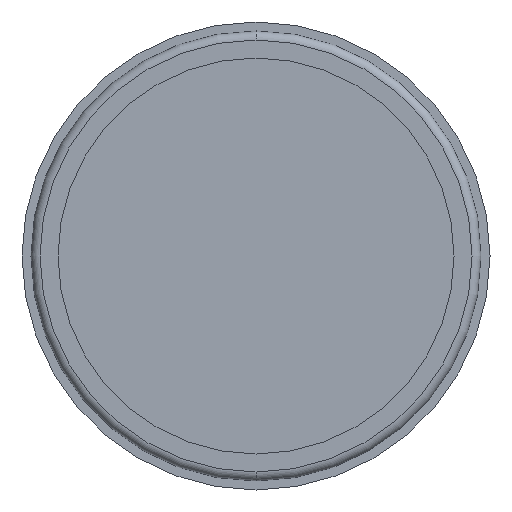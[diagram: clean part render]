
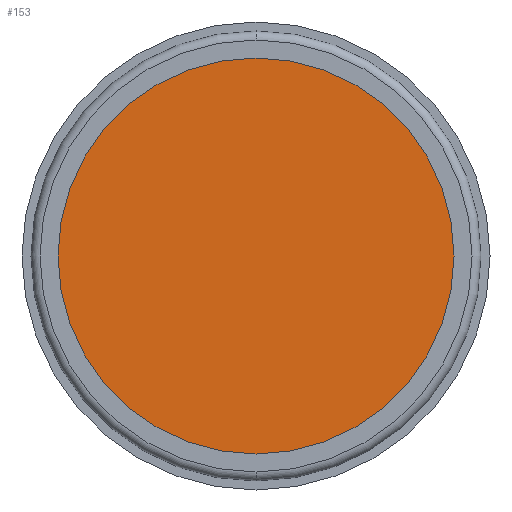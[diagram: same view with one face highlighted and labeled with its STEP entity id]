
A CAD part, front view. The second image highlights one B-rep face of the part: STEP entity #153.
In plain terms, the highlighted planar face has unit normal (0, -1, 0).
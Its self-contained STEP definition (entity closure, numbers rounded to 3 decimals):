
#90 = AXIS2_PLACEMENT_3D ( 'NONE', #209, #210, #211 ) ;
#94 = AXIS2_PLACEMENT_3D ( 'NONE', #191, #192, #193 ) ;
#153 = ADVANCED_FACE ( 'NONE', ( #534 ), #568, .F. ) ;
#191 = CARTESIAN_POINT ( 'NONE',  ( 0., 15.5, 0. ) ) ;
#192 = DIRECTION ( 'NONE',  ( 0., 1., 0. ) ) ;
#193 = DIRECTION ( 'NONE',  ( 0., 0., 1. ) ) ;
#209 = CARTESIAN_POINT ( 'NONE',  ( 0., 15.5, 0. ) ) ;
#210 = DIRECTION ( 'NONE',  ( 0., 1., 0. ) ) ;
#211 = DIRECTION ( 'NONE',  ( 0., 0., 1. ) ) ;
#264 = VERTEX_POINT ( 'NONE', #629 ) ;
#265 = VERTEX_POINT ( 'NONE', #630 ) ;
#285 = ORIENTED_EDGE ( 'NONE', *, *, #321, .F. ) ;
#286 = ORIENTED_EDGE ( 'NONE', *, *, #384, .F. ) ;
#321 = EDGE_CURVE ( 'NONE', #265, #264, #459, .T. ) ;
#384 = EDGE_CURVE ( 'NONE', #264, #265, #473, .T. ) ;
#459 = CIRCLE ( 'NONE', #94, 55. ) ;
#473 = CIRCLE ( 'NONE', #90, 55. ) ;
#512 = EDGE_LOOP ( 'NONE', ( #285, #286 ) ) ;
#534 = FACE_OUTER_BOUND ( 'NONE', #512, .T. ) ;
#540 = AXIS2_PLACEMENT_3D ( 'NONE', #569, #570, #571 ) ;
#568 = PLANE ( 'NONE',  #540 ) ;
#569 = CARTESIAN_POINT ( 'NONE',  ( 55., 15.5, 0. ) ) ;
#570 = DIRECTION ( 'NONE',  ( 0., 1., 0. ) ) ;
#571 = DIRECTION ( 'NONE',  ( 0., 0., 1. ) ) ;
#629 = CARTESIAN_POINT ( 'NONE',  ( 0., 15.5, -55. ) ) ;
#630 = CARTESIAN_POINT ( 'NONE',  ( 0., 15.5, 55. ) ) ;
